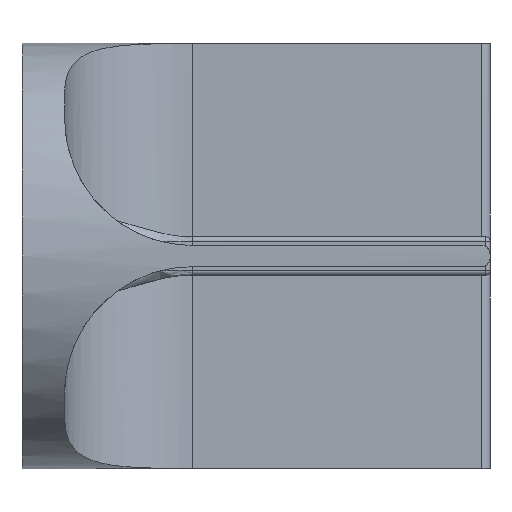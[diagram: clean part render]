
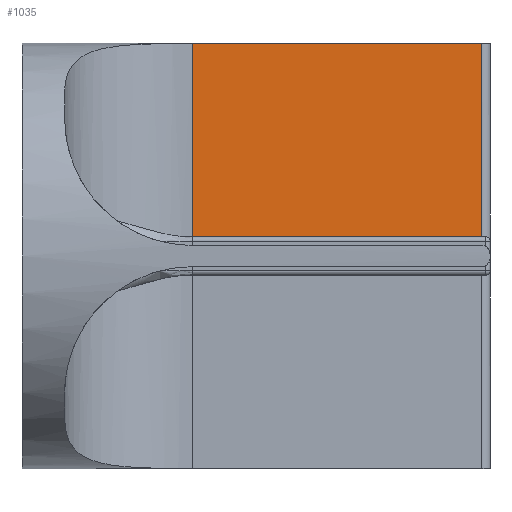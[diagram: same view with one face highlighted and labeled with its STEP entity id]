
A CAD part, left-side view. The second image highlights one B-rep face of the part: STEP entity #1035.
In plain terms, the highlighted planar face has unit normal (-1, 0, 0).
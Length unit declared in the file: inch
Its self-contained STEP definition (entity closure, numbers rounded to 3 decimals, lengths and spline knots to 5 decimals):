
#63=PLANE('',#1115);
#86=FACE_OUTER_BOUND('',#150,.T.);
#150=EDGE_LOOP('',(#681,#682,#683,#684));
#245=LINE('',#1544,#324);
#247=LINE('',#1572,#326);
#248=LINE('',#1574,#327);
#249=LINE('',#1575,#328);
#324=VECTOR('',#1233,0.3937);
#326=VECTOR('',#1239,0.3937);
#327=VECTOR('',#1240,0.3937);
#328=VECTOR('',#1241,0.3937);
#413=VERTEX_POINT('',#1540);
#415=VERTEX_POINT('',#1543);
#419=VERTEX_POINT('',#1571);
#420=VERTEX_POINT('',#1573);
#514=EDGE_CURVE('',#413,#415,#245,.T.);
#519=EDGE_CURVE('',#413,#419,#247,.T.);
#520=EDGE_CURVE('',#420,#419,#248,.T.);
#521=EDGE_CURVE('',#415,#420,#249,.T.);
#681=ORIENTED_EDGE('',*,*,#514,.F.);
#682=ORIENTED_EDGE('',*,*,#519,.T.);
#683=ORIENTED_EDGE('',*,*,#520,.F.);
#684=ORIENTED_EDGE('',*,*,#521,.F.);
#1035=ADVANCED_FACE('',(#86),#63,.T.);
#1115=AXIS2_PLACEMENT_3D('',#1570,#1237,#1238);
#1233=DIRECTION('',(0.,0.,1.));
#1237=DIRECTION('center_axis',(-1.,0.,0.));
#1238=DIRECTION('ref_axis',(0.,0.,-1.));
#1239=DIRECTION('',(0.,-1.,0.));
#1240=DIRECTION('',(0.,0.,-1.));
#1241=DIRECTION('',(0.,-1.,0.));
#1540=CARTESIAN_POINT('',(-1.22455,0.42304,0.10451));
#1543=CARTESIAN_POINT('',(-1.22455,0.42304,0.14995));
#1544=CARTESIAN_POINT('',(-1.22455,0.42304,0.12498));
#1570=CARTESIAN_POINT('Origin',(-1.22455,0.45304,0.14995));
#1571=CARTESIAN_POINT('',(-1.22455,0.35504,0.10451));
#1572=CARTESIAN_POINT('',(-1.22455,0.45304,0.10451));
#1573=CARTESIAN_POINT('',(-1.22455,0.35504,0.14995));
#1574=CARTESIAN_POINT('',(-1.22455,0.35504,0.12498));
#1575=CARTESIAN_POINT('',(-1.22455,0.45304,0.14995));
